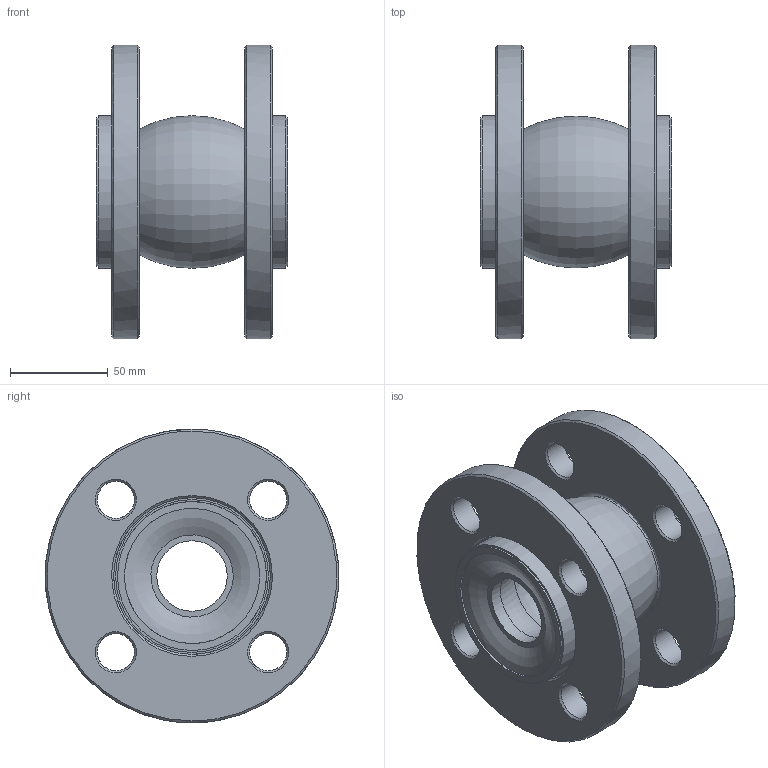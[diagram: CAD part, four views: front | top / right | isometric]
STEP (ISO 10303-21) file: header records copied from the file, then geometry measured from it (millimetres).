
FILE_DESCRIPTION(('HOOPS Exchange Step'),'2;1');
FILE_NAME('KP01_DN40.stp','2025-12-08T09:51:15+01:00',('nieru'),('Unknown organisation'),'HOOPS Exchange 2024.2','HOOPS Exchange','Unknown authorisation');
FILE_SCHEMA( ('AP203_CONFIGURATION_CONTROLLED_3D_DESIGN_OF_MECHANICAL_PARTS_AND_ASSEMBLIES_MIM_LF') );
Length unit declared in the file: millimetre
Products named in the file (3): 0; root
Assembly tree (2 placements, depth 3):
  root
    0
      0
Bounding box: 98 x 149.66 x 150 mm (x, y, z)
Volume: 593943.9 mm3; surface area: 124514.6 mm2
Topology: 3 solids, 3 shells, 74 faces, 210 edges, 150 vertices
Faces by surface type: cone 22, cylinder 20, plane 14, bspline 10, torus 8
Full cylindrical faces by diameter (mm): 19 x8, 36 x2, 62.153 x4, 78 x2, 80 x2, 150 x2
Entity records: 25823 total; most frequent: CARTESIAN_POINT 23959, ORIENTED_EDGE 420, DIRECTION 278, EDGE_CURVE 210, VERTEX_POINT 150, B_SPLINE_CURVE_WITH_KNOTS 116, AXIS2_PLACEMENT_3D 115, EDGE_LOOP 104
